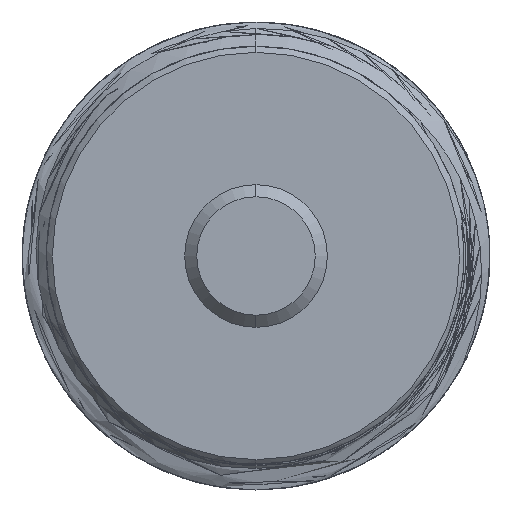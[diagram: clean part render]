
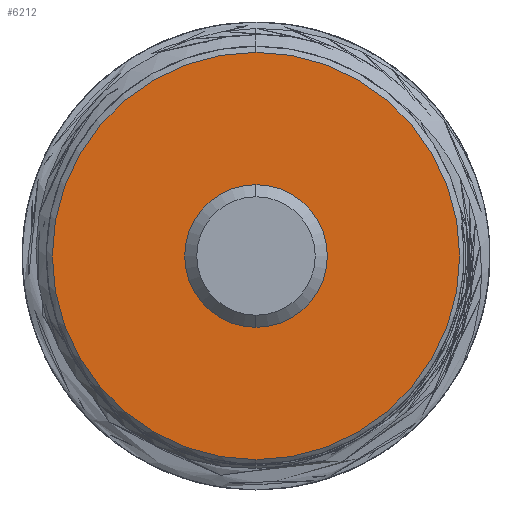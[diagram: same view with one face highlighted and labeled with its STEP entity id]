
A CAD part, left-side view. The second image highlights one B-rep face of the part: STEP entity #6212.
In plain terms, the highlighted planar face has unit normal (-1, 0, 0).
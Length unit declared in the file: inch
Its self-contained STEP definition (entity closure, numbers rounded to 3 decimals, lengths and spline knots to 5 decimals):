
#684 = EDGE_LOOP ( 'NONE', ( #14553, #7858 ) ) ;
#1068 = AXIS2_PLACEMENT_3D ( 'NONE', #5574, #1836, #3011 ) ;
#1220 = CIRCLE ( 'NONE', #8483, 0.05906 ) ;
#1335 = AXIS2_PLACEMENT_3D ( 'NONE', #11493, #10165, #5002 ) ;
#1522 = DIRECTION ( 'NONE',  ( 1., 0., 0. ) ) ;
#1579 = CARTESIAN_POINT ( 'NONE',  ( 0.27559, 0., -0.05906 ) ) ;
#1836 = DIRECTION ( 'NONE',  ( -1., 0., 0. ) ) ;
#2094 = VERTEX_POINT ( 'NONE', #3658 ) ;
#3011 = DIRECTION ( 'NONE',  ( 0., 0., -1. ) ) ;
#3658 = CARTESIAN_POINT ( 'NONE',  ( 0.27559, 0., 0.16862 ) ) ;
#4853 = CARTESIAN_POINT ( 'NONE',  ( 0.27559, 0., 0. ) ) ;
#5002 = DIRECTION ( 'NONE',  ( 0., 0., -1. ) ) ;
#5547 = FACE_OUTER_BOUND ( 'NONE', #6547, .T. ) ;
#5574 = CARTESIAN_POINT ( 'NONE',  ( 0.27559, 0., 0. ) ) ;
#5968 = VERTEX_POINT ( 'NONE', #10529 ) ;
#6083 = DIRECTION ( 'NONE',  ( -1., 0., 0. ) ) ;
#6131 = DIRECTION ( 'NONE',  ( -1., 0., 0. ) ) ;
#6169 = EDGE_CURVE ( 'NONE', #2094, #5968, #11918, .T. ) ;
#6212 = ADVANCED_FACE ( 'NONE', ( #5547, #10936 ), #7545, .F. ) ;
#6547 = EDGE_LOOP ( 'NONE', ( #11719, #16052 ) ) ;
#6723 = DIRECTION ( 'NONE',  ( 0., 0., -1. ) ) ;
#7545 = PLANE ( 'NONE',  #12454 ) ;
#7858 = ORIENTED_EDGE ( 'NONE', *, *, #12903, .F. ) ;
#8469 = VERTEX_POINT ( 'NONE', #1579 ) ;
#8483 = AXIS2_PLACEMENT_3D ( 'NONE', #4853, #6131, #15131 ) ;
#8596 = CIRCLE ( 'NONE', #1068, 0.16862 ) ;
#8666 = CARTESIAN_POINT ( 'NONE',  ( 0.27559, 0., 0. ) ) ;
#8795 = CIRCLE ( 'NONE', #10836, 0.05906 ) ;
#10165 = DIRECTION ( 'NONE',  ( -1., 0., 0. ) ) ;
#10529 = CARTESIAN_POINT ( 'NONE',  ( 0.27559, 0., -0.16862 ) ) ;
#10836 = AXIS2_PLACEMENT_3D ( 'NONE', #8666, #6083, #13801 ) ;
#10890 = VERTEX_POINT ( 'NONE', #11635 ) ;
#10936 = FACE_BOUND ( 'NONE', #684, .T. ) ;
#11493 = CARTESIAN_POINT ( 'NONE',  ( 0.27559, 0., 0. ) ) ;
#11605 = CARTESIAN_POINT ( 'NONE',  ( 0.27559, 0.05906, 0. ) ) ;
#11635 = CARTESIAN_POINT ( 'NONE',  ( 0.27559, 0., 0.05906 ) ) ;
#11719 = ORIENTED_EDGE ( 'NONE', *, *, #12281, .T. ) ;
#11918 = CIRCLE ( 'NONE', #1335, 0.16862 ) ;
#12281 = EDGE_CURVE ( 'NONE', #5968, #2094, #8596, .T. ) ;
#12454 = AXIS2_PLACEMENT_3D ( 'NONE', #11605, #1522, #6723 ) ;
#12879 = EDGE_CURVE ( 'NONE', #10890, #8469, #8795, .T. ) ;
#12903 = EDGE_CURVE ( 'NONE', #8469, #10890, #1220, .T. ) ;
#13801 = DIRECTION ( 'NONE',  ( 0., 0., 1. ) ) ;
#14553 = ORIENTED_EDGE ( 'NONE', *, *, #12879, .F. ) ;
#15131 = DIRECTION ( 'NONE',  ( 0., 0., 1. ) ) ;
#16052 = ORIENTED_EDGE ( 'NONE', *, *, #6169, .T. ) ;
